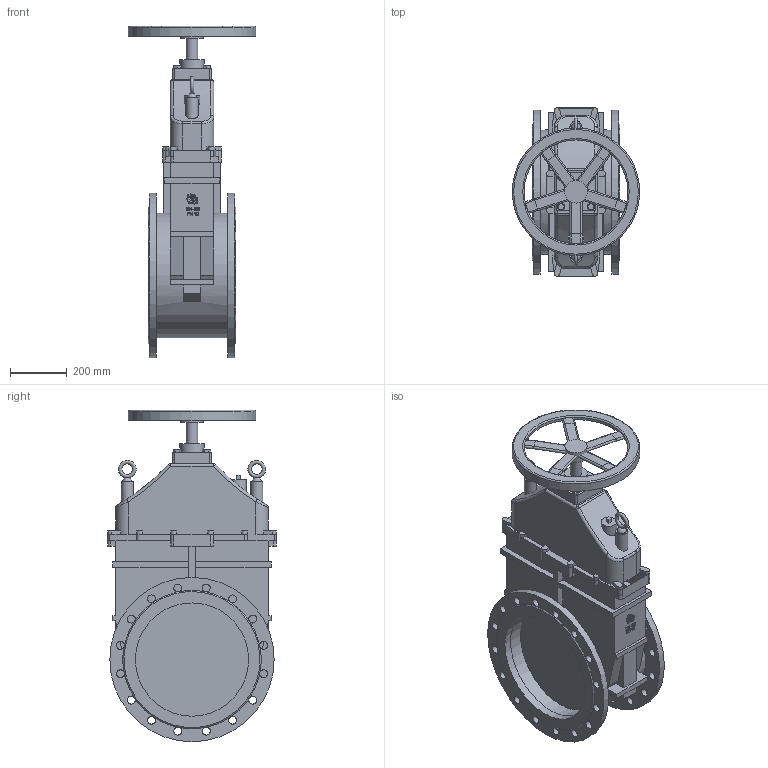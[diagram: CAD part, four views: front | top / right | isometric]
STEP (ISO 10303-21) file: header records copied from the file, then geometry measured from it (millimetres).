
FILE_DESCRIPTION(('STEP AP203'), '1');
FILE_NAME('3D_100-400-10', '', ('UNSPECIFIED'), ('UNSPECIFIED'), 'C3D Converter', 'C3D Toolkit', '');
FILE_SCHEMA(('CONFIG_CONTROL_DESIGN'));
Length unit declared in the file: millimetre
Bounding box: 450 x 594 x 1170 mm (x, y, z)
Volume: 78426454.4 mm3; surface area: 2779346.8 mm2
Topology: 22 solids, 22 shells, 4476 faces, 13287 edges, 8840 vertices
Faces by surface type: plane 4324, cylinder 127, torus 9, cone 6, sphere 6, bspline 4
Full cylindrical faces by diameter (mm): 28 x32, 40 x1, 43 x2, 80 x1, 85 x1, 366 x1, 380 x1, 400 x4, 430 x1, 440 x1, 450 x1, 580 x2
Entity records: 189543 total; most frequent: CARTESIAN_POINT 33681, ORIENTED_EDGE 26436, DIRECTION 22433, EDGE_CURVE 13218, LINE 12639, VECTOR 12639, VERTEX_POINT 8833, AXIS2_PLACEMENT_3D 4897
